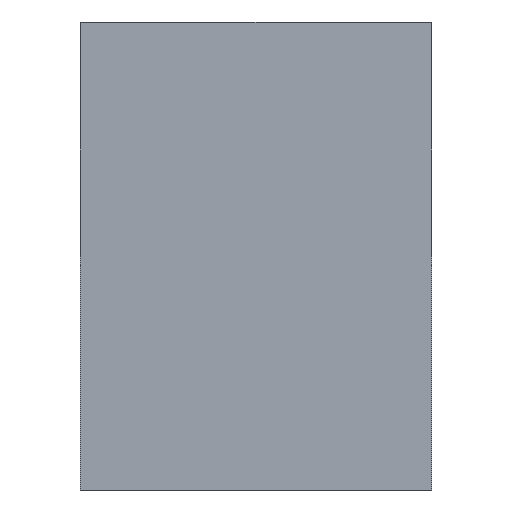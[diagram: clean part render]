
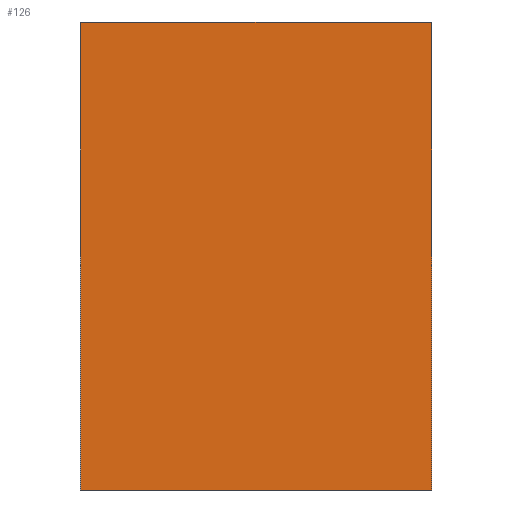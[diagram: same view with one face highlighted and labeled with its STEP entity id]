
A CAD part, front view. The second image highlights one B-rep face of the part: STEP entity #126.
In plain terms, the highlighted planar face has unit normal (0, -1, 0).
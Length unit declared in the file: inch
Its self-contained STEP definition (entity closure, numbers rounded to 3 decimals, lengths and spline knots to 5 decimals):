
#16=LINE('',#205,#28);
#24=LINE('',#220,#36);
#25=LINE('',#222,#37);
#26=LINE('',#223,#38);
#28=VECTOR('',#172,0.3937);
#36=VECTOR('',#184,0.3937);
#37=VECTOR('',#187,0.3937);
#38=VECTOR('',#188,0.3937);
#43=PLANE('',#156);
#53=FACE_OUTER_BOUND('',#63,.T.);
#63=EDGE_LOOP('',(#108,#109,#110,#111));
#71=VERTEX_POINT('',#202);
#72=VERTEX_POINT('',#204);
#76=VERTEX_POINT('',#216);
#77=VERTEX_POINT('',#218);
#81=EDGE_CURVE('',#71,#72,#16,.T.);
#89=EDGE_CURVE('',#76,#77,#24,.T.);
#90=EDGE_CURVE('',#71,#76,#25,.T.);
#91=EDGE_CURVE('',#72,#77,#26,.T.);
#108=ORIENTED_EDGE('',*,*,#90,.T.);
#109=ORIENTED_EDGE('',*,*,#89,.T.);
#110=ORIENTED_EDGE('',*,*,#91,.F.);
#111=ORIENTED_EDGE('',*,*,#81,.F.);
#126=ADVANCED_FACE('',(#53),#43,.T.);
#156=AXIS2_PLACEMENT_3D('',#221,#185,#186);
#172=DIRECTION('',(0.,0.,1.));
#184=DIRECTION('',(0.,0.,1.));
#185=DIRECTION('center_axis',(0.,-1.,0.));
#186=DIRECTION('ref_axis',(1.,0.,0.));
#187=DIRECTION('',(1.,0.,0.));
#188=DIRECTION('',(1.,0.,0.));
#202=CARTESIAN_POINT('',(0.,0.,0.));
#204=CARTESIAN_POINT('',(0.,0.,1.));
#205=CARTESIAN_POINT('',(0.,0.,0.));
#216=CARTESIAN_POINT('',(0.75,0.,0.));
#218=CARTESIAN_POINT('',(0.75,0.,1.));
#220=CARTESIAN_POINT('',(0.75,0.,0.));
#221=CARTESIAN_POINT('Origin',(0.,0.,0.));
#222=CARTESIAN_POINT('',(0.,0.,0.));
#223=CARTESIAN_POINT('',(0.,0.,1.));
